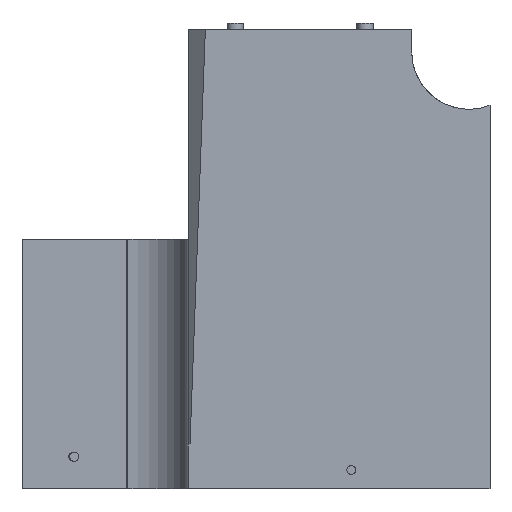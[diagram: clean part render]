
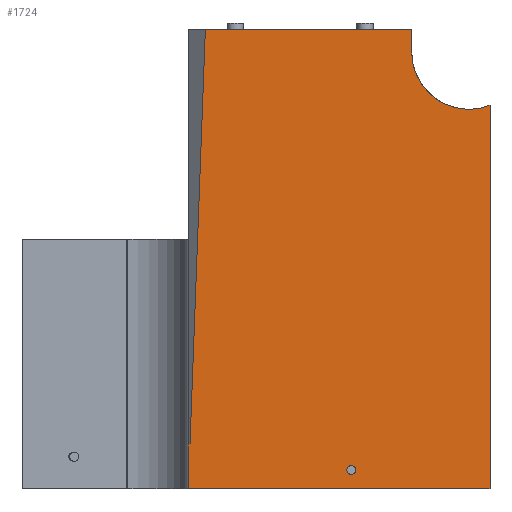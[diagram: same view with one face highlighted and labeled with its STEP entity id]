
A CAD part, front view. The second image highlights one B-rep face of the part: STEP entity #1724.
In plain terms, the highlighted planar face has unit normal (0, -1, 0).
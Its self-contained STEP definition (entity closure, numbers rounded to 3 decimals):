
#85=FACE_BOUND('',#329,.T.);
#133=CIRCLE('',#1845,17.5);
#150=CIRCLE('',#1886,1.4);
#216=FACE_OUTER_BOUND('',#328,.T.);
#328=EDGE_LOOP('',(#1439,#1440,#1441,#1442,#1443,#1444,#1445,#1446));
#329=EDGE_LOOP('',(#1447));
#457=LINE('',#2661,#630);
#469=LINE('',#2775,#642);
#476=LINE('',#2792,#649);
#478=LINE('',#2800,#651);
#484=LINE('',#2815,#657);
#498=LINE('',#2861,#671);
#510=LINE('',#2892,#683);
#630=VECTOR('',#2153,10.);
#642=VECTOR('',#2187,10.);
#649=VECTOR('',#2202,10.);
#651=VECTOR('',#2210,10.);
#657=VECTOR('',#2224,10.);
#671=VECTOR('',#2280,10.);
#683=VECTOR('',#2306,10.);
#807=VERTEX_POINT('',#2655);
#809=VERTEX_POINT('',#2659);
#821=VERTEX_POINT('',#2690);
#822=VERTEX_POINT('',#2692);
#827=VERTEX_POINT('',#2772);
#837=VERTEX_POINT('',#2799);
#842=VERTEX_POINT('',#2813);
#853=VERTEX_POINT('',#2859);
#866=VERTEX_POINT('',#2893);
#1002=EDGE_CURVE('',#807,#809,#457,.T.);
#1017=EDGE_CURVE('',#822,#821,#133,.T.);
#1024=EDGE_CURVE('',#821,#827,#469,.T.);
#1033=EDGE_CURVE('',#807,#827,#476,.T.);
#1037=EDGE_CURVE('',#809,#837,#478,.T.);
#1045=EDGE_CURVE('',#842,#837,#484,.T.);
#1067=EDGE_CURVE('',#853,#842,#498,.T.);
#1084=EDGE_CURVE('',#853,#822,#510,.T.);
#1085=EDGE_CURVE('',#866,#866,#150,.T.);
#1439=ORIENTED_EDGE('',*,*,#1037,.T.);
#1440=ORIENTED_EDGE('',*,*,#1045,.F.);
#1441=ORIENTED_EDGE('',*,*,#1067,.F.);
#1442=ORIENTED_EDGE('',*,*,#1084,.T.);
#1443=ORIENTED_EDGE('',*,*,#1017,.T.);
#1444=ORIENTED_EDGE('',*,*,#1024,.T.);
#1445=ORIENTED_EDGE('',*,*,#1033,.F.);
#1446=ORIENTED_EDGE('',*,*,#1002,.T.);
#1447=ORIENTED_EDGE('',*,*,#1085,.T.);
#1651=PLANE('',#1885);
#1724=ADVANCED_FACE('',(#216,#85),#1651,.T.);
#1845=AXIS2_PLACEMENT_3D('',#2693,#2181,#2182);
#1885=AXIS2_PLACEMENT_3D('',#2891,#2304,#2305);
#1886=AXIS2_PLACEMENT_3D('',#2894,#2307,#2308);
#2153=DIRECTION('',(-0.037,0.,-0.999));
#2181=DIRECTION('center_axis',(0.,1.,0.));
#2182=DIRECTION('ref_axis',(1.,0.,0.));
#2187=DIRECTION('',(0.,0.,1.));
#2202=DIRECTION('',(1.,0.,0.));
#2210=DIRECTION('',(-1.,0.,0.));
#2224=DIRECTION('',(0.,0.,1.));
#2280=DIRECTION('',(-1.,0.,0.));
#2304=DIRECTION('center_axis',(0.,-1.,0.));
#2305=DIRECTION('ref_axis',(1.,0.,0.));
#2306=DIRECTION('',(0.,0.,1.));
#2307=DIRECTION('center_axis',(0.,1.,0.));
#2308=DIRECTION('ref_axis',(-1.,0.,0.));
#2655=CARTESIAN_POINT('',(56.673,93.117,140.2));
#2659=CARTESIAN_POINT('',(51.988,93.117,13.703));
#2661=CARTESIAN_POINT('',(54.092,93.117,70.504));
#2690=CARTESIAN_POINT('',(119.69,93.117,133.4));
#2692=CARTESIAN_POINT('',(143.59,93.117,117.112));
#2693=CARTESIAN_POINT('Origin',(137.19,93.117,133.4));
#2772=CARTESIAN_POINT('',(119.69,93.117,140.2));
#2775=CARTESIAN_POINT('',(119.69,93.117,66.7));
#2792=CARTESIAN_POINT('',(143.59,93.117,140.2));
#2799=CARTESIAN_POINT('',(51.49,93.117,13.703));
#2800=CARTESIAN_POINT('',(105.471,93.117,13.703));
#2813=CARTESIAN_POINT('',(51.49,93.117,0.));
#2815=CARTESIAN_POINT('',(51.49,93.117,0.));
#2859=CARTESIAN_POINT('',(143.59,93.117,0.));
#2861=CARTESIAN_POINT('',(143.59,93.117,0.));
#2891=CARTESIAN_POINT('Origin',(51.49,93.117,0.));
#2892=CARTESIAN_POINT('',(143.59,93.117,0.));
#2893=CARTESIAN_POINT('',(102.671,93.117,5.752));
#2894=CARTESIAN_POINT('Origin',(101.271,93.117,5.752));
